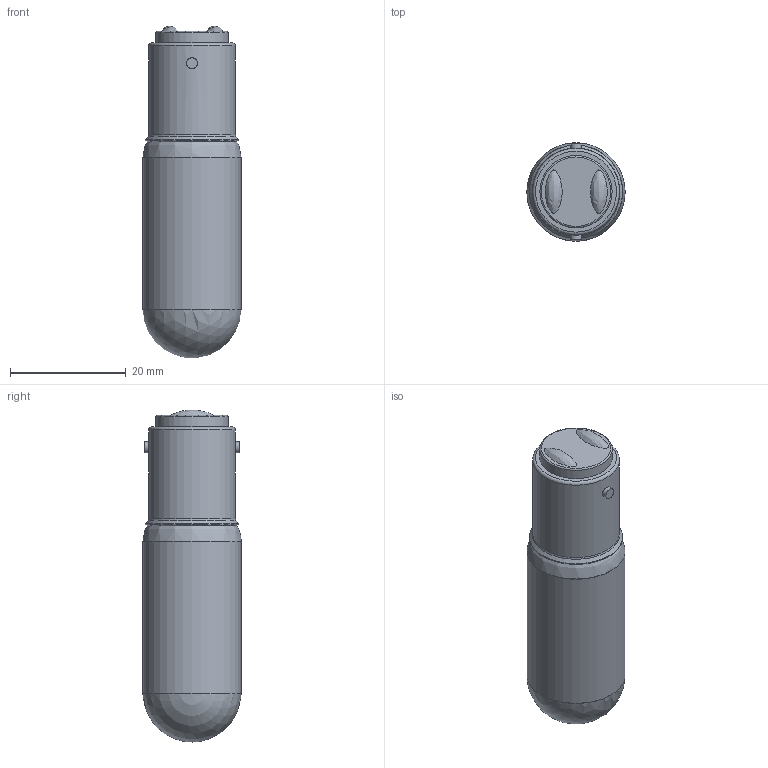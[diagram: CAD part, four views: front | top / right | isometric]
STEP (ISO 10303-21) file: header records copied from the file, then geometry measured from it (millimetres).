
FILE_DESCRIPTION((''),'2;1');
FILE_NAME('BA15Dxxx.stp','2007-11-21T12:04:33',('Philipp'),(''),'Autodesk Inventor 2008','Autodesk Inventor 2008','');
FILE_SCHEMA(('AUTOMOTIVE_DESIGN { 1 0 10303 214 1 1 1 1 }'));
Length unit declared in the file: millimetre
Products named in the file (3): BA15Dxxx; bulb
Assembly tree (2 placements, depth 2):
  BA15Dxxx
    BA15Dxxx
    bulb
Bounding box: 17 x 17 x 57.37 mm (x, y, z)
Volume: 900 mm3; surface area: 6151.1 mm2
Topology: 2 solids, 4 shells, 36 faces, 61 edges, 38 vertices
Faces by surface type: plane 11, cylinder 9, bspline 8, torus 3, cone 3, sphere 2
Full cylindrical faces by diameter (mm): 0.9 x2, 1.9 x2, 12.5 x1, 14 x1, 15 x1, 16.8 x1, 17 x1
Entity records: 1575 total; most frequent: CARTESIAN_POINT 937, DIRECTION 114, ORIENTED_EDGE 64, EDGE_LOOP 64, AXIS2_PLACEMENT_3D 57, FACE_OUTER_BOUND 36, ADVANCED_FACE 36, VERTEX_POINT 32
